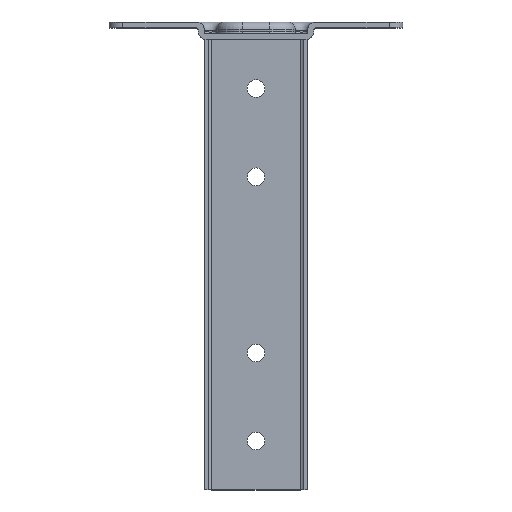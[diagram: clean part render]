
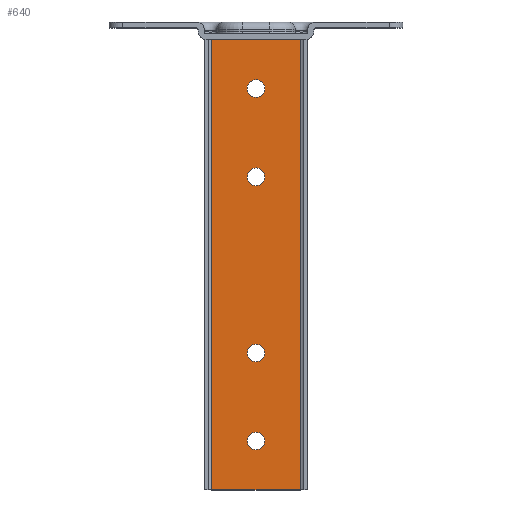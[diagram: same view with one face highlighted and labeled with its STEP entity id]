
A CAD part, top view. The second image highlights one B-rep face of the part: STEP entity #640.
In plain terms, the highlighted planar face has unit normal (0, 0, 1).
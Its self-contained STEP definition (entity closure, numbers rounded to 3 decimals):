
#81 = DIRECTION ( 'NONE',  ( 0., 0., 1. ) ) ;
#109 = VERTEX_POINT ( 'NONE', #1608 ) ;
#117 = DIRECTION ( 'NONE',  ( 0., 1., 0. ) ) ;
#158 = DIRECTION ( 'NONE',  ( 0., 0., 1. ) ) ;
#168 = DIRECTION ( 'NONE',  ( 0., 1., 0. ) ) ;
#219 = DIRECTION ( 'NONE',  ( 0., 1., 0. ) ) ;
#226 = AXIS2_PLACEMENT_3D ( 'NONE', #3253, #1698, #117 ) ;
#237 = AXIS2_PLACEMENT_3D ( 'NONE', #2422, #2520, #883 ) ;
#248 = DIRECTION ( 'NONE',  ( 0., 0., 1. ) ) ;
#254 = EDGE_CURVE ( 'NONE', #2831, #2371, #925, .T. ) ;
#279 = FACE_BOUND ( 'NONE', #1187, .T. ) ;
#349 = ORIENTED_EDGE ( 'NONE', *, *, #1707, .F. ) ;
#363 = VECTOR ( 'NONE', #2454, 1000. ) ;
#381 = DIRECTION ( 'NONE',  ( 0., 0., 1. ) ) ;
#382 = CARTESIAN_POINT ( 'NONE',  ( 0., -74.5, 44. ) ) ;
#444 = ORIENTED_EDGE ( 'NONE', *, *, #2935, .T. ) ;
#451 = CARTESIAN_POINT ( 'NONE',  ( 0., -29.5, 44. ) ) ;
#471 = CARTESIAN_POINT ( 'NONE',  ( 22.5, -9., 44. ) ) ;
#491 = ORIENTED_EDGE ( 'NONE', *, *, #2279, .F. ) ;
#521 = AXIS2_PLACEMENT_3D ( 'NONE', #1039, #2856, #1304 ) ;
#540 = DIRECTION ( 'NONE',  ( 0., 0., 1. ) ) ;
#558 = CIRCLE ( 'NONE', #977, 4.5 ) ;
#575 = EDGE_CURVE ( 'NONE', #3026, #1915, #634, .T. ) ;
#615 = CARTESIAN_POINT ( 'NONE',  ( 22.5, -9., 44. ) ) ;
#634 = LINE ( 'NONE', #3160, #1944 ) ;
#640 = ADVANCED_FACE ( 'NONE', ( #279, #3070, #1685, #2984, #993 ), #2944, .T. ) ;
#677 = CARTESIAN_POINT ( 'NONE',  ( 0., -34., 44. ) ) ;
#697 = CARTESIAN_POINT ( 'NONE',  ( -22.5, -9., 44. ) ) ;
#701 = ORIENTED_EDGE ( 'NONE', *, *, #3402, .F. ) ;
#751 = DIRECTION ( 'NONE',  ( 0., 1., 0. ) ) ;
#827 = CIRCLE ( 'NONE', #2732, 4.5 ) ;
#843 = VECTOR ( 'NONE', #1161, 1000. ) ;
#856 = CARTESIAN_POINT ( 'NONE',  ( 0., -173.5, 44. ) ) ;
#883 = DIRECTION ( 'NONE',  ( 0., 1., 0. ) ) ;
#925 = CIRCLE ( 'NONE', #3273, 4.5 ) ;
#942 = EDGE_CURVE ( 'NONE', #3281, #2516, #3393, .T. ) ;
#977 = AXIS2_PLACEMENT_3D ( 'NONE', #677, #158, #2285 ) ;
#993 = FACE_OUTER_BOUND ( 'NONE', #1226, .T. ) ;
#1009 = CARTESIAN_POINT ( 'NONE',  ( 0., -83.5, 44. ) ) ;
#1039 = CARTESIAN_POINT ( 'NONE',  ( 0., -214., 44. ) ) ;
#1065 = VERTEX_POINT ( 'NONE', #451 ) ;
#1106 = CARTESIAN_POINT ( 'NONE',  ( 0., -164.5, 44. ) ) ;
#1133 = CIRCLE ( 'NONE', #2318, 4.5 ) ;
#1161 = DIRECTION ( 'NONE',  ( -1., 0., 0. ) ) ;
#1187 = EDGE_LOOP ( 'NONE', ( #1321, #491 ) ) ;
#1195 = CARTESIAN_POINT ( 'NONE',  ( 0., -214., 44. ) ) ;
#1226 = EDGE_LOOP ( 'NONE', ( #3009, #701, #2462, #444 ) ) ;
#1300 = CARTESIAN_POINT ( 'NONE',  ( 0., -169., 44. ) ) ;
#1304 = DIRECTION ( 'NONE',  ( 0., 1., 0. ) ) ;
#1321 = ORIENTED_EDGE ( 'NONE', *, *, #1962, .F. ) ;
#1379 = CIRCLE ( 'NONE', #521, 4.5 ) ;
#1424 = VERTEX_POINT ( 'NONE', #1859 ) ;
#1476 = CARTESIAN_POINT ( 'NONE',  ( -22.5, -9., 44. ) ) ;
#1535 = AXIS2_PLACEMENT_3D ( 'NONE', #1732, #381, #751 ) ;
#1539 = ORIENTED_EDGE ( 'NONE', *, *, #942, .F. ) ;
#1546 = LINE ( 'NONE', #2446, #843 ) ;
#1608 = CARTESIAN_POINT ( 'NONE',  ( 22.5, -239., 44. ) ) ;
#1668 = CARTESIAN_POINT ( 'NONE',  ( 0., -79., 44. ) ) ;
#1673 = VERTEX_POINT ( 'NONE', #3409 ) ;
#1685 = FACE_BOUND ( 'NONE', #3195, .T. ) ;
#1698 = DIRECTION ( 'NONE',  ( 0., 0., 1. ) ) ;
#1707 = EDGE_CURVE ( 'NONE', #2128, #1896, #827, .T. ) ;
#1732 = CARTESIAN_POINT ( 'NONE',  ( 0., -169., 44. ) ) ;
#1769 = AXIS2_PLACEMENT_3D ( 'NONE', #1300, #248, #3368 ) ;
#1859 = CARTESIAN_POINT ( 'NONE',  ( -22.5, -239., 44. ) ) ;
#1896 = VERTEX_POINT ( 'NONE', #3276 ) ;
#1915 = VERTEX_POINT ( 'NONE', #697 ) ;
#1928 = DIRECTION ( 'NONE',  ( 0., 1., 0. ) ) ;
#1944 = VECTOR ( 'NONE', #2924, 1000. ) ;
#1962 = EDGE_CURVE ( 'NONE', #1673, #1065, #558, .T. ) ;
#2117 = LINE ( 'NONE', #1476, #3333 ) ;
#2126 = EDGE_LOOP ( 'NONE', ( #3139, #2932 ) ) ;
#2128 = VERTEX_POINT ( 'NONE', #2885 ) ;
#2248 = CIRCLE ( 'NONE', #1535, 4.5 ) ;
#2279 = EDGE_CURVE ( 'NONE', #1065, #1673, #1133, .T. ) ;
#2285 = DIRECTION ( 'NONE',  ( 0., 1., 0. ) ) ;
#2295 = EDGE_LOOP ( 'NONE', ( #3190, #349 ) ) ;
#2318 = AXIS2_PLACEMENT_3D ( 'NONE', #2576, #2832, #219 ) ;
#2371 = VERTEX_POINT ( 'NONE', #1009 ) ;
#2422 = CARTESIAN_POINT ( 'NONE',  ( 24.5, -9., 44. ) ) ;
#2446 = CARTESIAN_POINT ( 'NONE',  ( 24.5, -239., 44. ) ) ;
#2454 = DIRECTION ( 'NONE',  ( 0., -1., 0. ) ) ;
#2462 = ORIENTED_EDGE ( 'NONE', *, *, #575, .T. ) ;
#2516 = VERTEX_POINT ( 'NONE', #856 ) ;
#2520 = DIRECTION ( 'NONE',  ( 0., 0., 1. ) ) ;
#2576 = CARTESIAN_POINT ( 'NONE',  ( 0., -34., 44. ) ) ;
#2633 = EDGE_CURVE ( 'NONE', #109, #1424, #1546, .T. ) ;
#2635 = EDGE_CURVE ( 'NONE', #2516, #3281, #2248, .T. ) ;
#2732 = AXIS2_PLACEMENT_3D ( 'NONE', #1195, #540, #168 ) ;
#2817 = EDGE_CURVE ( 'NONE', #2371, #2831, #2962, .T. ) ;
#2831 = VERTEX_POINT ( 'NONE', #382 ) ;
#2832 = DIRECTION ( 'NONE',  ( 0., 0., 1. ) ) ;
#2856 = DIRECTION ( 'NONE',  ( 0., 0., 1. ) ) ;
#2857 = ORIENTED_EDGE ( 'NONE', *, *, #2635, .F. ) ;
#2885 = CARTESIAN_POINT ( 'NONE',  ( 0., -209.5, 44. ) ) ;
#2924 = DIRECTION ( 'NONE',  ( -1., 0., 0. ) ) ;
#2932 = ORIENTED_EDGE ( 'NONE', *, *, #254, .F. ) ;
#2935 = EDGE_CURVE ( 'NONE', #1915, #1424, #2117, .T. ) ;
#2944 = PLANE ( 'NONE',  #237 ) ;
#2962 = CIRCLE ( 'NONE', #226, 4.5 ) ;
#2984 = FACE_BOUND ( 'NONE', #2295, .T. ) ;
#3009 = ORIENTED_EDGE ( 'NONE', *, *, #2633, .F. ) ;
#3026 = VERTEX_POINT ( 'NONE', #471 ) ;
#3070 = FACE_BOUND ( 'NONE', #2126, .T. ) ;
#3099 = EDGE_CURVE ( 'NONE', #1896, #2128, #1379, .T. ) ;
#3139 = ORIENTED_EDGE ( 'NONE', *, *, #2817, .F. ) ;
#3160 = CARTESIAN_POINT ( 'NONE',  ( 24.5, -9., 44. ) ) ;
#3190 = ORIENTED_EDGE ( 'NONE', *, *, #3099, .F. ) ;
#3195 = EDGE_LOOP ( 'NONE', ( #2857, #1539 ) ) ;
#3253 = CARTESIAN_POINT ( 'NONE',  ( 0., -79., 44. ) ) ;
#3273 = AXIS2_PLACEMENT_3D ( 'NONE', #1668, #81, #1928 ) ;
#3276 = CARTESIAN_POINT ( 'NONE',  ( 0., -218.5, 44. ) ) ;
#3281 = VERTEX_POINT ( 'NONE', #1106 ) ;
#3296 = DIRECTION ( 'NONE',  ( 0., -1., 0. ) ) ;
#3330 = LINE ( 'NONE', #615, #363 ) ;
#3333 = VECTOR ( 'NONE', #3296, 1000. ) ;
#3368 = DIRECTION ( 'NONE',  ( 0., 1., 0. ) ) ;
#3393 = CIRCLE ( 'NONE', #1769, 4.5 ) ;
#3402 = EDGE_CURVE ( 'NONE', #3026, #109, #3330, .T. ) ;
#3409 = CARTESIAN_POINT ( 'NONE',  ( 0., -38.5, 44. ) ) ;
